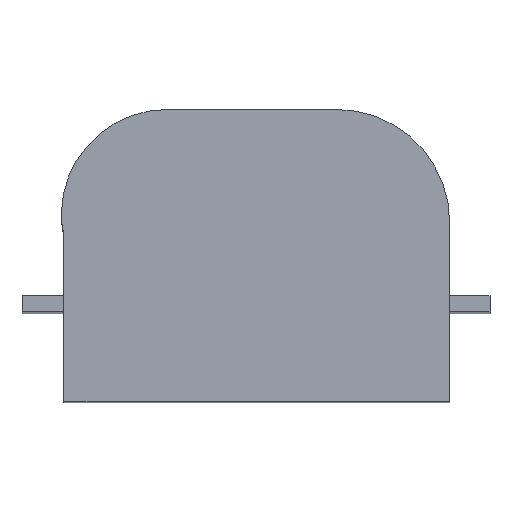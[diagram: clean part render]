
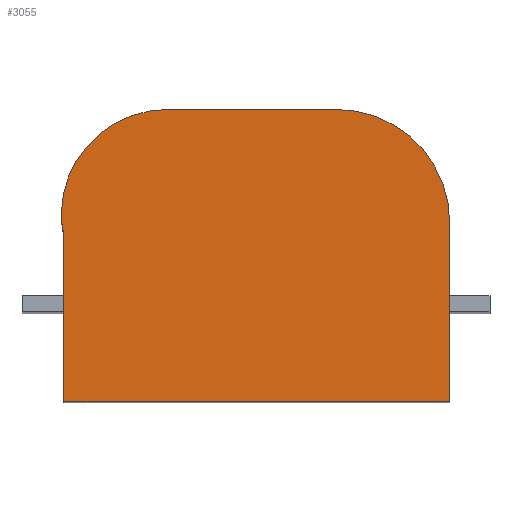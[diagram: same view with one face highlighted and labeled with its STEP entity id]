
A CAD part, top view. The second image highlights one B-rep face of the part: STEP entity #3055.
In plain terms, the highlighted planar face has unit normal (0, 0, 1).
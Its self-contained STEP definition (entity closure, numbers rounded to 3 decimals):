
#2506 = VERTEX_POINT('',#2507);
#2507 = CARTESIAN_POINT('',(0.22,0.9,3.83));
#2514 = PLANE('',#2515);
#2515 = AXIS2_PLACEMENT_3D('',#2516,#2517,#2518);
#2516 = CARTESIAN_POINT('',(0.22,0.9,0.));
#2517 = DIRECTION('',(1.,0.,-0.));
#2518 = DIRECTION('',(0.,-1.,0.));
#2526 = PLANE('',#2527);
#2527 = AXIS2_PLACEMENT_3D('',#2528,#2529,#2530);
#2528 = CARTESIAN_POINT('',(0.2,0.9,0.));
#2529 = DIRECTION('',(0.,1.,0.));
#2530 = DIRECTION('',(1.,0.,0.));
#2538 = EDGE_CURVE('',#2506,#2539,#2541,.T.);
#2539 = VERTEX_POINT('',#2540);
#2540 = CARTESIAN_POINT('',(0.22,-1.225,3.83));
#2541 = SURFACE_CURVE('',#2542,(#2546,#2553),.PCURVE_S1.);
#2542 = LINE('',#2543,#2544);
#2543 = CARTESIAN_POINT('',(0.22,0.9,3.83));
#2544 = VECTOR('',#2545,1.);
#2545 = DIRECTION('',(0.,-1.,0.));
#2546 = PCURVE('',#2514,#2547);
#2547 = DEFINITIONAL_REPRESENTATION('',(#2548),#2552);
#2548 = LINE('',#2549,#2550);
#2549 = CARTESIAN_POINT('',(0.,-3.83));
#2550 = VECTOR('',#2551,1.);
#2551 = DIRECTION('',(1.,0.));
#2552 = ( GEOMETRIC_REPRESENTATION_CONTEXT(2) 
PARAMETRIC_REPRESENTATION_CONTEXT() REPRESENTATION_CONTEXT('2D SPACE',''
  ) );
#2553 = PCURVE('',#2554,#2559);
#2554 = PLANE('',#2555);
#2555 = AXIS2_PLACEMENT_3D('',#2556,#2557,#2558);
#2556 = CARTESIAN_POINT('',(2.594,0.43,3.83));
#2557 = DIRECTION('',(0.,0.,1.));
#2558 = DIRECTION('',(1.,0.,0.));
#2559 = DEFINITIONAL_REPRESENTATION('',(#2560),#2564);
#2560 = LINE('',#2561,#2562);
#2561 = CARTESIAN_POINT('',(-2.374,0.47));
#2562 = VECTOR('',#2563,1.);
#2563 = DIRECTION('',(0.,-1.));
#2564 = ( GEOMETRIC_REPRESENTATION_CONTEXT(2) 
PARAMETRIC_REPRESENTATION_CONTEXT() REPRESENTATION_CONTEXT('2D SPACE',''
  ) );
#2582 = PLANE('',#2583);
#2583 = AXIS2_PLACEMENT_3D('',#2584,#2585,#2586);
#2584 = CARTESIAN_POINT('',(0.22,-1.225,0.));
#2585 = DIRECTION('',(0.,1.,0.));
#2586 = DIRECTION('',(1.,0.,0.));
#2624 = EDGE_CURVE('',#2539,#2625,#2627,.T.);
#2625 = VERTEX_POINT('',#2626);
#2626 = CARTESIAN_POINT('',(5.,-1.225,3.83));
#2627 = SURFACE_CURVE('',#2628,(#2632,#2639),.PCURVE_S1.);
#2628 = LINE('',#2629,#2630);
#2629 = CARTESIAN_POINT('',(0.22,-1.225,3.83));
#2630 = VECTOR('',#2631,1.);
#2631 = DIRECTION('',(1.,0.,0.));
#2632 = PCURVE('',#2582,#2633);
#2633 = DEFINITIONAL_REPRESENTATION('',(#2634),#2638);
#2634 = LINE('',#2635,#2636);
#2635 = CARTESIAN_POINT('',(0.,-3.83));
#2636 = VECTOR('',#2637,1.);
#2637 = DIRECTION('',(1.,0.));
#2638 = ( GEOMETRIC_REPRESENTATION_CONTEXT(2) 
PARAMETRIC_REPRESENTATION_CONTEXT() REPRESENTATION_CONTEXT('2D SPACE',''
  ) );
#2639 = PCURVE('',#2554,#2640);
#2640 = DEFINITIONAL_REPRESENTATION('',(#2641),#2645);
#2641 = LINE('',#2642,#2643);
#2642 = CARTESIAN_POINT('',(-2.374,-1.655));
#2643 = VECTOR('',#2644,1.);
#2644 = DIRECTION('',(1.,0.));
#2645 = ( GEOMETRIC_REPRESENTATION_CONTEXT(2) 
PARAMETRIC_REPRESENTATION_CONTEXT() REPRESENTATION_CONTEXT('2D SPACE',''
  ) );
#2663 = PLANE('',#2664);
#2664 = AXIS2_PLACEMENT_3D('',#2665,#2666,#2667);
#2665 = CARTESIAN_POINT('',(5.,-1.225,0.));
#2666 = DIRECTION('',(-1.,0.,0.));
#2667 = DIRECTION('',(0.,1.,0.));
#2700 = EDGE_CURVE('',#2625,#2701,#2703,.T.);
#2701 = VERTEX_POINT('',#2702);
#2702 = CARTESIAN_POINT('',(5.,1.,3.83));
#2703 = SURFACE_CURVE('',#2704,(#2708,#2715),.PCURVE_S1.);
#2704 = LINE('',#2705,#2706);
#2705 = CARTESIAN_POINT('',(5.,-1.225,3.83));
#2706 = VECTOR('',#2707,1.);
#2707 = DIRECTION('',(0.,1.,0.));
#2708 = PCURVE('',#2663,#2709);
#2709 = DEFINITIONAL_REPRESENTATION('',(#2710),#2714);
#2710 = LINE('',#2711,#2712);
#2711 = CARTESIAN_POINT('',(0.,-3.83));
#2712 = VECTOR('',#2713,1.);
#2713 = DIRECTION('',(1.,0.));
#2714 = ( GEOMETRIC_REPRESENTATION_CONTEXT(2) 
PARAMETRIC_REPRESENTATION_CONTEXT() REPRESENTATION_CONTEXT('2D SPACE',''
  ) );
#2715 = PCURVE('',#2554,#2716);
#2716 = DEFINITIONAL_REPRESENTATION('',(#2717),#2721);
#2717 = LINE('',#2718,#2719);
#2718 = CARTESIAN_POINT('',(2.406,-1.655));
#2719 = VECTOR('',#2720,1.);
#2720 = DIRECTION('',(0.,1.));
#2721 = ( GEOMETRIC_REPRESENTATION_CONTEXT(2) 
PARAMETRIC_REPRESENTATION_CONTEXT() REPRESENTATION_CONTEXT('2D SPACE',''
  ) );
#2739 = CYLINDRICAL_SURFACE('',#2740,1.4);
#2740 = AXIS2_PLACEMENT_3D('',#2741,#2742,#2743);
#2741 = CARTESIAN_POINT('',(3.6,1.,0.));
#2742 = DIRECTION('',(-0.,-0.,-1.));
#2743 = DIRECTION('',(1.,0.,0.));
#2776 = EDGE_CURVE('',#2701,#2777,#2779,.T.);
#2777 = VERTEX_POINT('',#2778);
#2778 = CARTESIAN_POINT('',(3.6,2.4,3.83));
#2779 = SURFACE_CURVE('',#2780,(#2785,#2792),.PCURVE_S1.);
#2780 = CIRCLE('',#2781,1.4);
#2781 = AXIS2_PLACEMENT_3D('',#2782,#2783,#2784);
#2782 = CARTESIAN_POINT('',(3.6,1.,3.83));
#2783 = DIRECTION('',(0.,0.,1.));
#2784 = DIRECTION('',(1.,0.,0.));
#2785 = PCURVE('',#2739,#2786);
#2786 = DEFINITIONAL_REPRESENTATION('',(#2787),#2791);
#2787 = LINE('',#2788,#2789);
#2788 = CARTESIAN_POINT('',(-0.,-3.83));
#2789 = VECTOR('',#2790,1.);
#2790 = DIRECTION('',(-1.,0.));
#2791 = ( GEOMETRIC_REPRESENTATION_CONTEXT(2) 
PARAMETRIC_REPRESENTATION_CONTEXT() REPRESENTATION_CONTEXT('2D SPACE',''
  ) );
#2792 = PCURVE('',#2554,#2793);
#2793 = DEFINITIONAL_REPRESENTATION('',(#2794),#2798);
#2794 = CIRCLE('',#2795,1.4);
#2795 = AXIS2_PLACEMENT_2D('',#2796,#2797);
#2796 = CARTESIAN_POINT('',(1.006,0.57));
#2797 = DIRECTION('',(1.,0.));
#2798 = ( GEOMETRIC_REPRESENTATION_CONTEXT(2) 
PARAMETRIC_REPRESENTATION_CONTEXT() REPRESENTATION_CONTEXT('2D SPACE',''
  ) );
#2816 = PLANE('',#2817);
#2817 = AXIS2_PLACEMENT_3D('',#2818,#2819,#2820);
#2818 = CARTESIAN_POINT('',(3.6,2.4,0.));
#2819 = DIRECTION('',(0.,-1.,0.));
#2820 = DIRECTION('',(-1.,0.,0.));
#2854 = EDGE_CURVE('',#2777,#2855,#2857,.T.);
#2855 = VERTEX_POINT('',#2856);
#2856 = CARTESIAN_POINT('',(1.5,2.4,3.83));
#2857 = SURFACE_CURVE('',#2858,(#2862,#2869),.PCURVE_S1.);
#2858 = LINE('',#2859,#2860);
#2859 = CARTESIAN_POINT('',(3.6,2.4,3.83));
#2860 = VECTOR('',#2861,1.);
#2861 = DIRECTION('',(-1.,0.,0.));
#2862 = PCURVE('',#2816,#2863);
#2863 = DEFINITIONAL_REPRESENTATION('',(#2864),#2868);
#2864 = LINE('',#2865,#2866);
#2865 = CARTESIAN_POINT('',(0.,-3.83));
#2866 = VECTOR('',#2867,1.);
#2867 = DIRECTION('',(1.,0.));
#2868 = ( GEOMETRIC_REPRESENTATION_CONTEXT(2) 
PARAMETRIC_REPRESENTATION_CONTEXT() REPRESENTATION_CONTEXT('2D SPACE',''
  ) );
#2869 = PCURVE('',#2554,#2870);
#2870 = DEFINITIONAL_REPRESENTATION('',(#2871),#2875);
#2871 = LINE('',#2872,#2873);
#2872 = CARTESIAN_POINT('',(1.006,1.97));
#2873 = VECTOR('',#2874,1.);
#2874 = DIRECTION('',(-1.,0.));
#2875 = ( GEOMETRIC_REPRESENTATION_CONTEXT(2) 
PARAMETRIC_REPRESENTATION_CONTEXT() REPRESENTATION_CONTEXT('2D SPACE',''
  ) );
#2893 = CYLINDRICAL_SURFACE('',#2894,1.313);
#2894 = AXIS2_PLACEMENT_3D('',#2895,#2896,#2897);
#2895 = CARTESIAN_POINT('',(1.5,1.087,0.));
#2896 = DIRECTION('',(-0.,-0.,-1.));
#2897 = DIRECTION('',(1.,0.,0.));
#2930 = EDGE_CURVE('',#2855,#2931,#2933,.T.);
#2931 = VERTEX_POINT('',#2932);
#2932 = CARTESIAN_POINT('',(0.2,0.9,3.83));
#2933 = SURFACE_CURVE('',#2934,(#2939,#2946),.PCURVE_S1.);
#2934 = CIRCLE('',#2935,1.313);
#2935 = AXIS2_PLACEMENT_3D('',#2936,#2937,#2938);
#2936 = CARTESIAN_POINT('',(1.5,1.087,3.83));
#2937 = DIRECTION('',(0.,0.,1.));
#2938 = DIRECTION('',(1.,0.,0.));
#2939 = PCURVE('',#2893,#2940);
#2940 = DEFINITIONAL_REPRESENTATION('',(#2941),#2945);
#2941 = LINE('',#2942,#2943);
#2942 = CARTESIAN_POINT('',(-0.,-3.83));
#2943 = VECTOR('',#2944,1.);
#2944 = DIRECTION('',(-1.,0.));
#2945 = ( GEOMETRIC_REPRESENTATION_CONTEXT(2) 
PARAMETRIC_REPRESENTATION_CONTEXT() REPRESENTATION_CONTEXT('2D SPACE',''
  ) );
#2946 = PCURVE('',#2554,#2947);
#2947 = DEFINITIONAL_REPRESENTATION('',(#2948),#2952);
#2948 = CIRCLE('',#2949,1.313);
#2949 = AXIS2_PLACEMENT_2D('',#2950,#2951);
#2950 = CARTESIAN_POINT('',(-1.094,0.657));
#2951 = DIRECTION('',(1.,0.));
#2952 = ( GEOMETRIC_REPRESENTATION_CONTEXT(2) 
PARAMETRIC_REPRESENTATION_CONTEXT() REPRESENTATION_CONTEXT('2D SPACE',''
  ) );
#3003 = EDGE_CURVE('',#2931,#2506,#3004,.T.);
#3004 = SURFACE_CURVE('',#3005,(#3009,#3016),.PCURVE_S1.);
#3005 = LINE('',#3006,#3007);
#3006 = CARTESIAN_POINT('',(0.2,0.9,3.83));
#3007 = VECTOR('',#3008,1.);
#3008 = DIRECTION('',(1.,0.,0.));
#3009 = PCURVE('',#2526,#3010);
#3010 = DEFINITIONAL_REPRESENTATION('',(#3011),#3015);
#3011 = LINE('',#3012,#3013);
#3012 = CARTESIAN_POINT('',(0.,-3.83));
#3013 = VECTOR('',#3014,1.);
#3014 = DIRECTION('',(1.,0.));
#3015 = ( GEOMETRIC_REPRESENTATION_CONTEXT(2) 
PARAMETRIC_REPRESENTATION_CONTEXT() REPRESENTATION_CONTEXT('2D SPACE',''
  ) );
#3016 = PCURVE('',#2554,#3017);
#3017 = DEFINITIONAL_REPRESENTATION('',(#3018),#3022);
#3018 = LINE('',#3019,#3020);
#3019 = CARTESIAN_POINT('',(-2.394,0.47));
#3020 = VECTOR('',#3021,1.);
#3021 = DIRECTION('',(1.,0.));
#3022 = ( GEOMETRIC_REPRESENTATION_CONTEXT(2) 
PARAMETRIC_REPRESENTATION_CONTEXT() REPRESENTATION_CONTEXT('2D SPACE',''
  ) );
#3055 = ADVANCED_FACE('',(#3056),#2554,.T.);
#3056 = FACE_BOUND('',#3057,.T.);
#3057 = EDGE_LOOP('',(#3058,#3059,#3060,#3061,#3062,#3063,#3064));
#3058 = ORIENTED_EDGE('',*,*,#2538,.T.);
#3059 = ORIENTED_EDGE('',*,*,#2624,.T.);
#3060 = ORIENTED_EDGE('',*,*,#2700,.T.);
#3061 = ORIENTED_EDGE('',*,*,#2776,.T.);
#3062 = ORIENTED_EDGE('',*,*,#2854,.T.);
#3063 = ORIENTED_EDGE('',*,*,#2930,.T.);
#3064 = ORIENTED_EDGE('',*,*,#3003,.T.);
